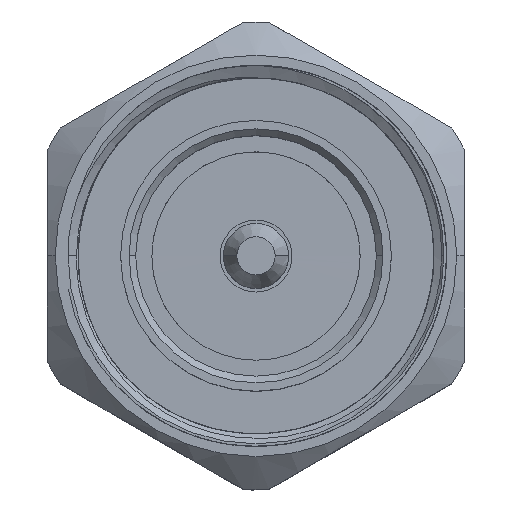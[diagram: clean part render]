
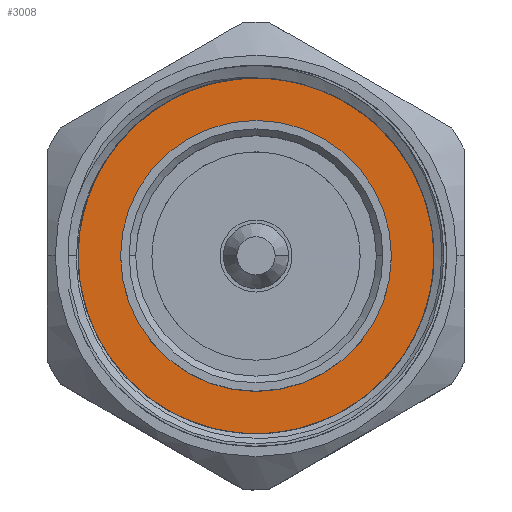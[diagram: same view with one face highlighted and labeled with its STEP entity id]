
A CAD part, top view. The second image highlights one B-rep face of the part: STEP entity #3008.
In plain terms, the highlighted face is planar.
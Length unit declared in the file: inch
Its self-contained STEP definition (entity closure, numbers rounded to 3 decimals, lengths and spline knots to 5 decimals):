
#467 = CIRCLE ( 'NONE', #4747, 0.40551 ) ;
#580 = ORIENTED_EDGE ( 'NONE', *, *, #805, .F. ) ;
#592 = FACE_OUTER_BOUND ( 'NONE', #7462, .T. ) ;
#674 = DIRECTION ( 'NONE',  ( -1., 0., 0. ) ) ;
#708 = DIRECTION ( 'NONE',  ( 0., 0., 1. ) ) ;
#805 = EDGE_CURVE ( 'NONE', #2097, #4528, #467, .T. ) ;
#820 = CARTESIAN_POINT ( 'NONE',  ( 0.39764, 0., -0.57237 ) ) ;
#1257 = CARTESIAN_POINT ( 'NONE',  ( 0.39764, 0., 0. ) ) ;
#1407 = DIRECTION ( 'NONE',  ( -1., 0., 0. ) ) ;
#1433 = DIRECTION ( 'NONE',  ( -1., 0., 0. ) ) ;
#1481 = DIRECTION ( 'NONE',  ( 0., 0., 1. ) ) ;
#1640 = DIRECTION ( 'NONE',  ( 0., 0., 1. ) ) ;
#1772 = CARTESIAN_POINT ( 'NONE',  ( 0.39764, 0., 0. ) ) ;
#1896 = ORIENTED_EDGE ( 'NONE', *, *, #2425, .F. ) ;
#1921 = ORIENTED_EDGE ( 'NONE', *, *, #7196, .T. ) ;
#1981 = CARTESIAN_POINT ( 'NONE',  ( 0.39764, 0., 0. ) ) ;
#2097 = VERTEX_POINT ( 'NONE', #5989 ) ;
#2130 = AXIS2_PLACEMENT_3D ( 'NONE', #1981, #1407, #8572 ) ;
#2425 = EDGE_CURVE ( 'NONE', #4528, #2097, #7508, .T. ) ;
#3008 = ADVANCED_FACE ( 'NONE', ( #592, #7992 ), #3591, .T. ) ;
#3287 = ORIENTED_EDGE ( 'NONE', *, *, #7325, .T. ) ;
#3395 = CARTESIAN_POINT ( 'NONE',  ( 0.39764, 0., 0.57237 ) ) ;
#3591 = PLANE ( 'NONE',  #2130 ) ;
#3666 = CARTESIAN_POINT ( 'NONE',  ( 0.39764, 0., 0. ) ) ;
#3850 = CIRCLE ( 'NONE', #5392, 0.57237 ) ;
#4151 = AXIS2_PLACEMENT_3D ( 'NONE', #8752, #674, #1481 ) ;
#4528 = VERTEX_POINT ( 'NONE', #6118 ) ;
#4747 = AXIS2_PLACEMENT_3D ( 'NONE', #3666, #1433, #708 ) ;
#5392 = AXIS2_PLACEMENT_3D ( 'NONE', #1257, #5627, #6305 ) ;
#5627 = DIRECTION ( 'NONE',  ( -1., 0., 0. ) ) ;
#5817 = AXIS2_PLACEMENT_3D ( 'NONE', #1772, #6157, #1640 ) ;
#5989 = CARTESIAN_POINT ( 'NONE',  ( 0.39764, 0., -0.40551 ) ) ;
#6118 = CARTESIAN_POINT ( 'NONE',  ( 0.39764, 0., 0.40551 ) ) ;
#6157 = DIRECTION ( 'NONE',  ( -1., 0., 0. ) ) ;
#6305 = DIRECTION ( 'NONE',  ( 0., 0., 1. ) ) ;
#7196 = EDGE_CURVE ( 'NONE', #8164, #7524, #3850, .T. ) ;
#7248 = CIRCLE ( 'NONE', #4151, 0.57237 ) ;
#7325 = EDGE_CURVE ( 'NONE', #7524, #8164, #7248, .T. ) ;
#7462 = EDGE_LOOP ( 'NONE', ( #1921, #3287 ) ) ;
#7508 = CIRCLE ( 'NONE', #5817, 0.40551 ) ;
#7524 = VERTEX_POINT ( 'NONE', #820 ) ;
#7992 = FACE_BOUND ( 'NONE', #8353, .T. ) ;
#8164 = VERTEX_POINT ( 'NONE', #3395 ) ;
#8353 = EDGE_LOOP ( 'NONE', ( #580, #1896 ) ) ;
#8572 = DIRECTION ( 'NONE',  ( 0., 0., 1. ) ) ;
#8752 = CARTESIAN_POINT ( 'NONE',  ( 0.39764, 0., 0. ) ) ;
